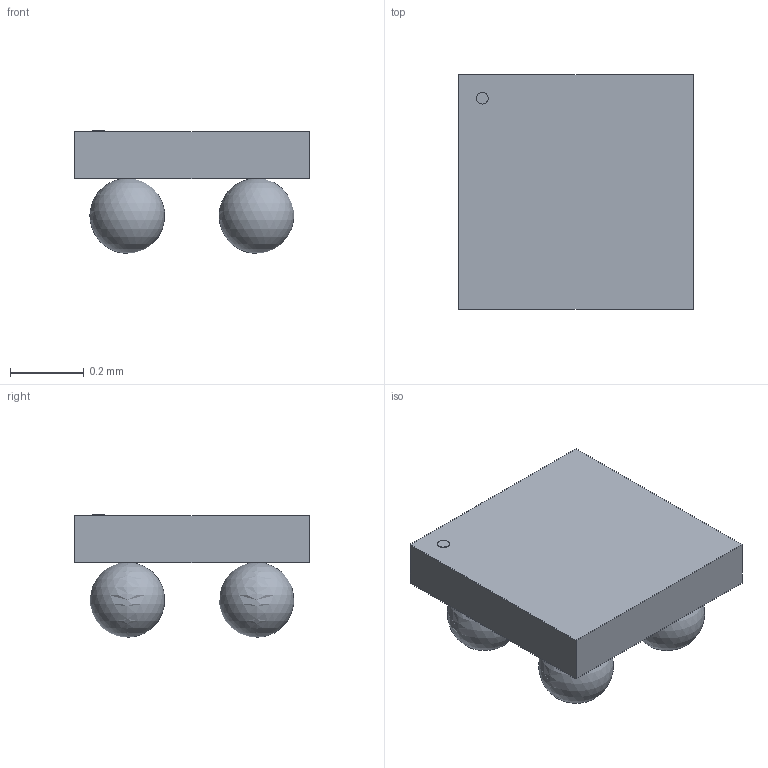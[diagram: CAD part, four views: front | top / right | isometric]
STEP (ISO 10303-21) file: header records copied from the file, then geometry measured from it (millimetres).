
FILE_DESCRIPTION(('STEP AP214'),'1');
FILE_NAME('WLCSP4_0P64X0P64_ONS','2020-05-02T20:36:50',(''),(''),'','','');
FILE_SCHEMA(('AUTOMOTIVE_DESIGN'));
Length unit declared in the file: millimetre
Products named in the file (1): product
Bounding box: 0.64 x 0.64 x 0.33 mm (x, y, z)
Volume: 0.1 mm3; surface area: 1.7 mm2
Topology: 6 solids, 6 shells, 13 faces, 27 edges, 18 vertices
Faces by surface type: plane 8, sphere 4, cylinder 1
Full cylindrical faces by diameter (mm): 0.032 x1
Entity records: 292 total; most frequent: DIRECTION 46, ORIENTED_EDGE 28, CARTESIAN_POINT 27, AXIS2_PLACEMENT_3D 17, EDGE_CURVE 14, STYLED_ITEM 13, ADVANCED_FACE 13, LINE 12
